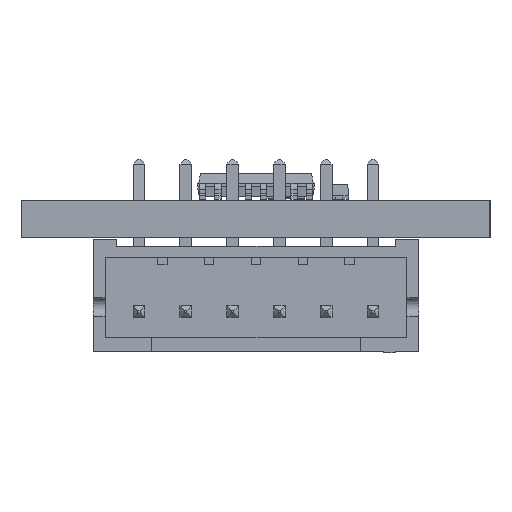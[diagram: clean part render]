
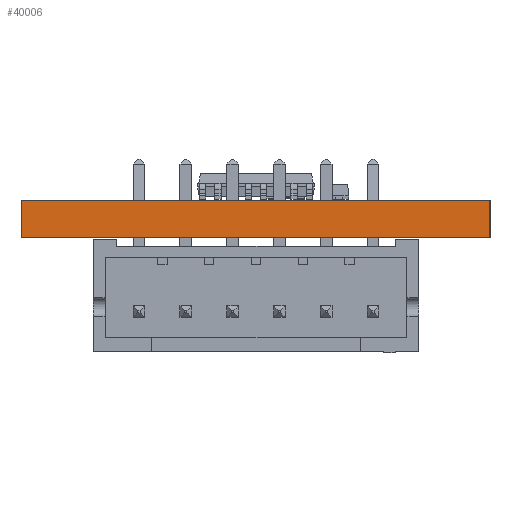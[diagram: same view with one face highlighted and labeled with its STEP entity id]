
A CAD part, left-side view. The second image highlights one B-rep face of the part: STEP entity #40006.
In plain terms, the highlighted planar face has unit normal (-1, 0, 0).
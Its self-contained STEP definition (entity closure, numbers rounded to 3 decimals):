
#39890 = EDGE_CURVE('',#39891,#39893,#39895,.T.);
#39891 = VERTEX_POINT('',#39892);
#39892 = CARTESIAN_POINT('',(0.,-0.,0.));
#39893 = VERTEX_POINT('',#39894);
#39894 = CARTESIAN_POINT('',(0.,0.,1.6));
#39895 = SURFACE_CURVE('',#39896,(#39900,#39912),.PCURVE_S1.);
#39896 = LINE('',#39897,#39898);
#39897 = CARTESIAN_POINT('',(0.,-0.,0.));
#39898 = VECTOR('',#39899,1.);
#39899 = DIRECTION('',(0.,0.,1.));
#39900 = PCURVE('',#39901,#39906);
#39901 = PLANE('',#39902);
#39902 = AXIS2_PLACEMENT_3D('',#39903,#39904,#39905);
#39903 = CARTESIAN_POINT('',(0.,0.,0.));
#39904 = DIRECTION('',(0.,1.,0.));
#39905 = DIRECTION('',(1.,0.,0.));
#39906 = DEFINITIONAL_REPRESENTATION('',(#39907),#39911);
#39907 = LINE('',#39908,#39909);
#39908 = CARTESIAN_POINT('',(0.,0.));
#39909 = VECTOR('',#39910,1.);
#39910 = DIRECTION('',(0.,-1.));
#39911 = ( GEOMETRIC_REPRESENTATION_CONTEXT(2) 
PARAMETRIC_REPRESENTATION_CONTEXT() REPRESENTATION_CONTEXT('2D SPACE',''
  ) );
#39912 = PCURVE('',#39913,#39918);
#39913 = PLANE('',#39914);
#39914 = AXIS2_PLACEMENT_3D('',#39915,#39916,#39917);
#39915 = CARTESIAN_POINT('',(0.,-20.,0.));
#39916 = DIRECTION('',(-1.,0.,0.));
#39917 = DIRECTION('',(0.,1.,0.));
#39918 = DEFINITIONAL_REPRESENTATION('',(#39919),#39923);
#39919 = LINE('',#39920,#39921);
#39920 = CARTESIAN_POINT('',(20.,0.));
#39921 = VECTOR('',#39922,1.);
#39922 = DIRECTION('',(0.,-1.));
#39923 = ( GEOMETRIC_REPRESENTATION_CONTEXT(2) 
PARAMETRIC_REPRESENTATION_CONTEXT() REPRESENTATION_CONTEXT('2D SPACE',''
  ) );
#39941 = PLANE('',#39942);
#39942 = AXIS2_PLACEMENT_3D('',#39943,#39944,#39945);
#39943 = CARTESIAN_POINT('',(10.,-10.,1.6));
#39944 = DIRECTION('',(-0.,-0.,-1.));
#39945 = DIRECTION('',(-1.,0.,0.));
#39995 = PLANE('',#39996);
#39996 = AXIS2_PLACEMENT_3D('',#39997,#39998,#39999);
#39997 = CARTESIAN_POINT('',(10.,-10.,0.));
#39998 = DIRECTION('',(-0.,-0.,-1.));
#39999 = DIRECTION('',(-1.,0.,0.));
#40006 = ADVANCED_FACE('',(#40007),#39913,.T.);
#40007 = FACE_BOUND('',#40008,.T.);
#40008 = EDGE_LOOP('',(#40009,#40039,#40060,#40061));
#40009 = ORIENTED_EDGE('',*,*,#40010,.T.);
#40010 = EDGE_CURVE('',#40011,#40013,#40015,.T.);
#40011 = VERTEX_POINT('',#40012);
#40012 = CARTESIAN_POINT('',(0.,-20.,0.));
#40013 = VERTEX_POINT('',#40014);
#40014 = CARTESIAN_POINT('',(0.,-20.,1.6));
#40015 = SURFACE_CURVE('',#40016,(#40020,#40027),.PCURVE_S1.);
#40016 = LINE('',#40017,#40018);
#40017 = CARTESIAN_POINT('',(0.,-20.,0.));
#40018 = VECTOR('',#40019,1.);
#40019 = DIRECTION('',(0.,0.,1.));
#40020 = PCURVE('',#39913,#40021);
#40021 = DEFINITIONAL_REPRESENTATION('',(#40022),#40026);
#40022 = LINE('',#40023,#40024);
#40023 = CARTESIAN_POINT('',(0.,0.));
#40024 = VECTOR('',#40025,1.);
#40025 = DIRECTION('',(0.,-1.));
#40026 = ( GEOMETRIC_REPRESENTATION_CONTEXT(2) 
PARAMETRIC_REPRESENTATION_CONTEXT() REPRESENTATION_CONTEXT('2D SPACE',''
  ) );
#40027 = PCURVE('',#40028,#40033);
#40028 = PLANE('',#40029);
#40029 = AXIS2_PLACEMENT_3D('',#40030,#40031,#40032);
#40030 = CARTESIAN_POINT('',(20.,-20.,0.));
#40031 = DIRECTION('',(0.,-1.,0.));
#40032 = DIRECTION('',(-1.,0.,0.));
#40033 = DEFINITIONAL_REPRESENTATION('',(#40034),#40038);
#40034 = LINE('',#40035,#40036);
#40035 = CARTESIAN_POINT('',(20.,0.));
#40036 = VECTOR('',#40037,1.);
#40037 = DIRECTION('',(0.,-1.));
#40038 = ( GEOMETRIC_REPRESENTATION_CONTEXT(2) 
PARAMETRIC_REPRESENTATION_CONTEXT() REPRESENTATION_CONTEXT('2D SPACE',''
  ) );
#40039 = ORIENTED_EDGE('',*,*,#40040,.T.);
#40040 = EDGE_CURVE('',#40013,#39893,#40041,.T.);
#40041 = SURFACE_CURVE('',#40042,(#40046,#40053),.PCURVE_S1.);
#40042 = LINE('',#40043,#40044);
#40043 = CARTESIAN_POINT('',(0.,-20.,1.6));
#40044 = VECTOR('',#40045,1.);
#40045 = DIRECTION('',(0.,1.,0.));
#40046 = PCURVE('',#39913,#40047);
#40047 = DEFINITIONAL_REPRESENTATION('',(#40048),#40052);
#40048 = LINE('',#40049,#40050);
#40049 = CARTESIAN_POINT('',(0.,-1.6));
#40050 = VECTOR('',#40051,1.);
#40051 = DIRECTION('',(1.,0.));
#40052 = ( GEOMETRIC_REPRESENTATION_CONTEXT(2) 
PARAMETRIC_REPRESENTATION_CONTEXT() REPRESENTATION_CONTEXT('2D SPACE',''
  ) );
#40053 = PCURVE('',#39941,#40054);
#40054 = DEFINITIONAL_REPRESENTATION('',(#40055),#40059);
#40055 = LINE('',#40056,#40057);
#40056 = CARTESIAN_POINT('',(10.,-10.));
#40057 = VECTOR('',#40058,1.);
#40058 = DIRECTION('',(0.,1.));
#40059 = ( GEOMETRIC_REPRESENTATION_CONTEXT(2) 
PARAMETRIC_REPRESENTATION_CONTEXT() REPRESENTATION_CONTEXT('2D SPACE',''
  ) );
#40060 = ORIENTED_EDGE('',*,*,#39890,.F.);
#40061 = ORIENTED_EDGE('',*,*,#40062,.F.);
#40062 = EDGE_CURVE('',#40011,#39891,#40063,.T.);
#40063 = SURFACE_CURVE('',#40064,(#40068,#40075),.PCURVE_S1.);
#40064 = LINE('',#40065,#40066);
#40065 = CARTESIAN_POINT('',(0.,-20.,0.));
#40066 = VECTOR('',#40067,1.);
#40067 = DIRECTION('',(0.,1.,0.));
#40068 = PCURVE('',#39913,#40069);
#40069 = DEFINITIONAL_REPRESENTATION('',(#40070),#40074);
#40070 = LINE('',#40071,#40072);
#40071 = CARTESIAN_POINT('',(0.,0.));
#40072 = VECTOR('',#40073,1.);
#40073 = DIRECTION('',(1.,0.));
#40074 = ( GEOMETRIC_REPRESENTATION_CONTEXT(2) 
PARAMETRIC_REPRESENTATION_CONTEXT() REPRESENTATION_CONTEXT('2D SPACE',''
  ) );
#40075 = PCURVE('',#39995,#40076);
#40076 = DEFINITIONAL_REPRESENTATION('',(#40077),#40081);
#40077 = LINE('',#40078,#40079);
#40078 = CARTESIAN_POINT('',(10.,-10.));
#40079 = VECTOR('',#40080,1.);
#40080 = DIRECTION('',(0.,1.));
#40081 = ( GEOMETRIC_REPRESENTATION_CONTEXT(2) 
PARAMETRIC_REPRESENTATION_CONTEXT() REPRESENTATION_CONTEXT('2D SPACE',''
  ) );
